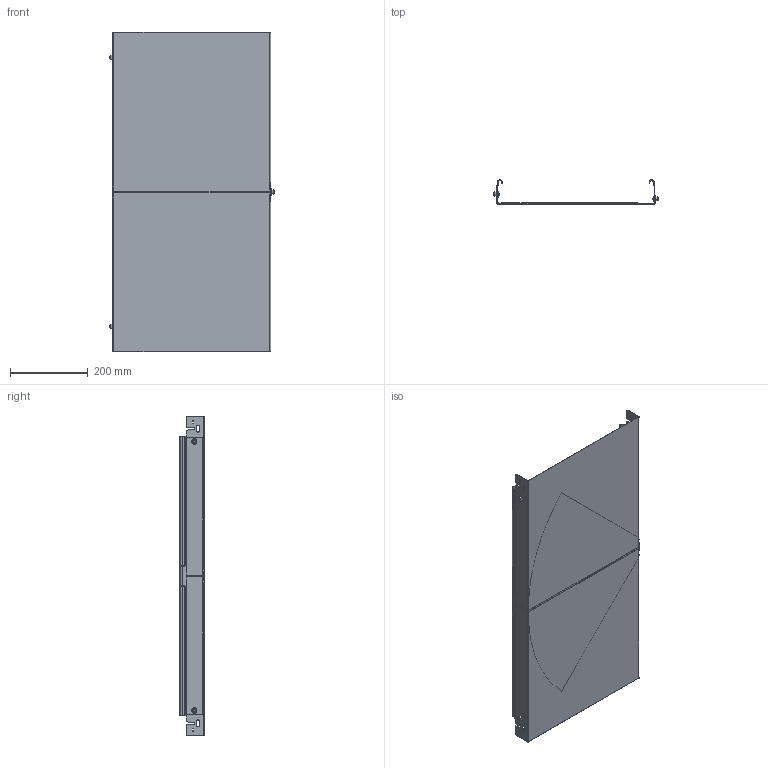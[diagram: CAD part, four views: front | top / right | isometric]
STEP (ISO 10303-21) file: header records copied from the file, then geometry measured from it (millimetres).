
FILE_DESCRIPTION (( 'STEP AP214' ), '1' );
FILE_NAME ('6040488.stp', '2016-08-16T12:59:46', ( '' ), ( '' ), 'SwSTEP 2.0', 'SolidWorks 2014', '' );
FILE_SCHEMA (( 'AUTOMOTIVE_DESIGN' ));
Length unit declared in the file: millimetre
Products named in the file (5): 009561_Hexagon Flange Nut DIN 6923 - M6 - C; KTS 14.001-017_M8x25-; 060501_400; 060500_NB 400; 6040488
Assembly tree (8 placements, depth 2):
  6040488
    060500_NB 400
    060501_400
    KTS 14.001-017_M8x25-  x3
    009561_Hexagon Flange Nut DIN 6923 - M6 - C  x3
Bounding box: 425 x 61.75 x 820 mm (x, y, z)
Volume: 780947.8 mm3; surface area: 1256558.7 mm2
Topology: 8 solids, 8 shells, 379 faces, 921 edges, 561 vertices
Faces by surface type: plane 237, cylinder 124, sphere 6, cone 6, torus 6
Entity records: 10001 total; most frequent: DIRECTION 1741, CARTESIAN_POINT 1702, ORIENTED_EDGE 1650, EDGE_CURVE 825, LINE 585, VECTOR 585, AXIS2_PLACEMENT_3D 578, VERTEX_POINT 499
